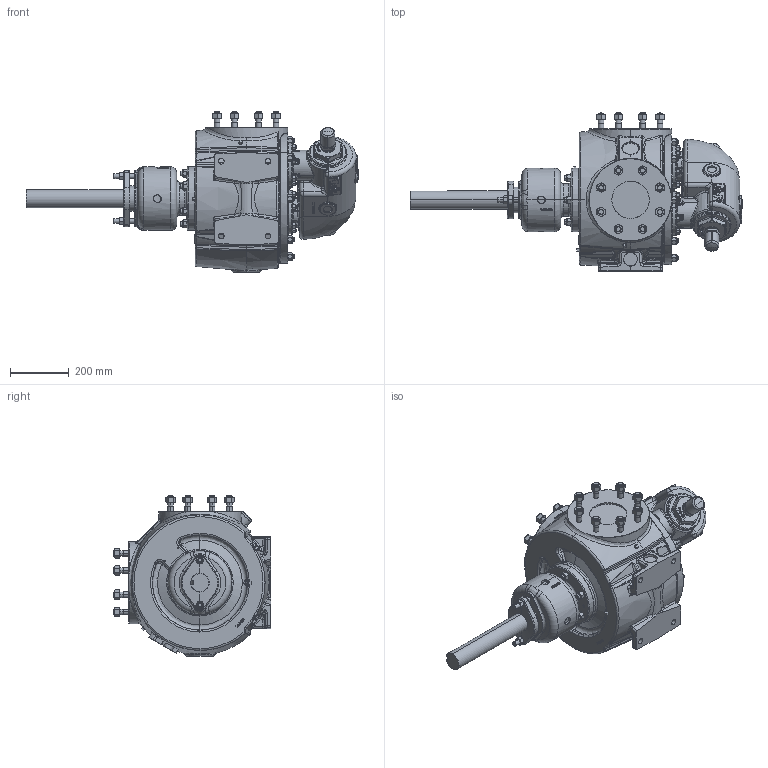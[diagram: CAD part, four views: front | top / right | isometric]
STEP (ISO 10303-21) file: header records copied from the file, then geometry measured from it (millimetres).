
FILE_DESCRIPTION (( 'STEP AP214' ), '1' );
FILE_NAME ('N34.STEP', '2016-11-07T17:25:57', ( '' ), ( '' ), 'SwSTEP 2.0', 'SolidWorks 2015', '' );
FILE_SCHEMA (( 'AUTOMOTIVE_DESIGN' ));
Length unit declared in the file: inch
Products named in the file (2): N34
Bounding box: 1128.02 x 536.58 x 545.41 mm (x, y, z)
Volume: 74436075.2 mm3; surface area: 1700027.5 mm2
Topology: 1 solids, 1 shells, 3731 faces, 9000 edges, 5453 vertices
Faces by surface type: plane 1121, bspline 1018, cone 797, cylinder 598, torus 128, sphere 69
Entity records: 228245 total; most frequent: CARTESIAN_POINT 118795, ORIENTED_EDGE 17756, DIRECTION 13151, EDGE_CURVE 8878, VERTEX_POINT 5449, AXIS2_PLACEMENT_3D 5156, EDGE_LOOP 4069, ADVANCED_FACE 3731
